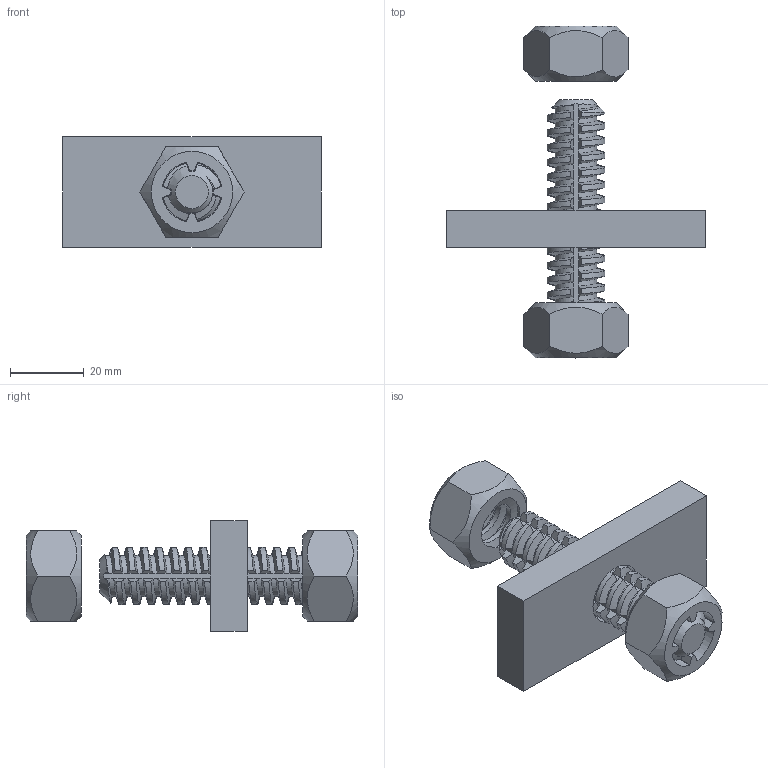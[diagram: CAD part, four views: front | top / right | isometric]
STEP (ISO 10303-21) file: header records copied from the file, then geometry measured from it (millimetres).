
FILE_DESCRIPTION(/* description */ (''),/* implementation_level */ '2;1');
FILE_NAME(/* name */ '7106096b-8efa-4bef-ab0c-c284332e7a9a.stp',/* time_stamp */ '2024-04-05T11:00:10Z',/* author */ (''),/* organization */ (''),/* preprocessor_version */ 'ST-DEVELOPER v20',/* originating_system */ 'Autodesk Translation Framework v12.20.1.177',/* authorisation */ '');
FILE_SCHEMA (('AUTOMOTIVE_DESIGN { 1 0 10303 214 3 1 1 }'));
Length unit declared in the file: millimetre
Products named in the file (1): baksi_z_axis_test
Bounding box: 70 x 90 x 30 mm (x, y, z)
Volume: 37806.5 mm3; surface area: 17480.7 mm2
Topology: 4 solids, 4 shells, 491 faces, 1445 edges, 962 vertices
Faces by surface type: plane 182, cylinder 159, bspline 140, cone 10
Full cylindrical faces by diameter (mm): 12.431 x3, 16.83 x3, 17 x1
Entity records: 23477 total; most frequent: CARTESIAN_POINT 12576, ORIENTED_EDGE 2890, EDGE_CURVE 1445, DIRECTION 1295, VERTEX_POINT 962, B_SPLINE_CURVE_WITH_KNOTS 847, EDGE_LOOP 497, LINE 497
